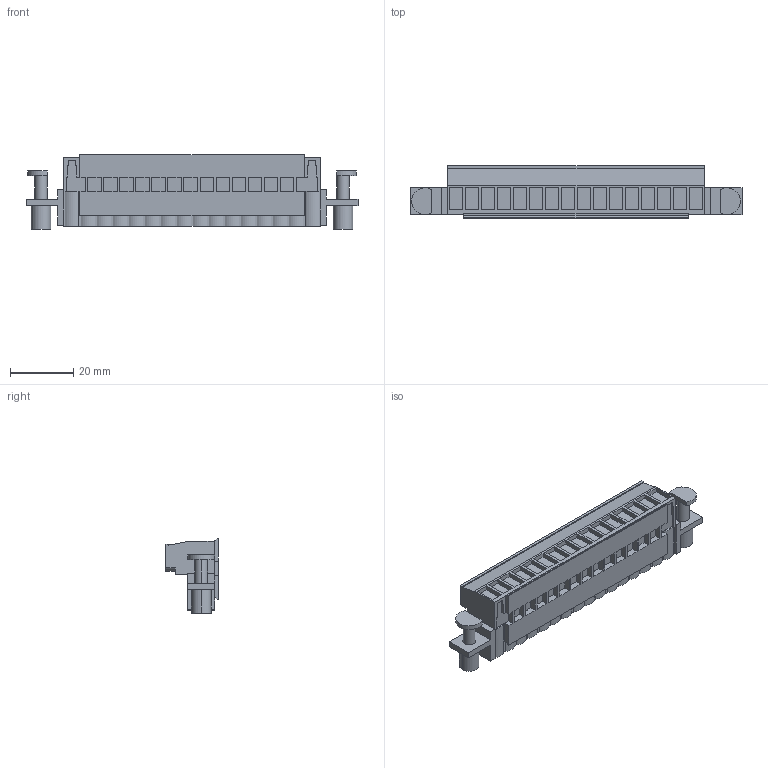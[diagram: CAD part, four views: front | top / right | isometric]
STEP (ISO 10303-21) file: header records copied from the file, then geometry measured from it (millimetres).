
FILE_DESCRIPTION(('CATIA V5 STEP','CAx-IF Rec.Pracs.--- Model Styling and Organization---1.2---2011-12-15'),'2;1');
FILE_NAME ('D1452595_0_1510940000_1510940000.stp','2017-06-01T12:01:19+00:00',('none'),('Weidmueller'),'CATIA Version 5-6 Release 2014','CATIA V5 STEP AP214','none');
FILE_SCHEMA(('AUTOMOTIVE_DESIGN { 1 0 10303 214 1 1 1 1 }'));
Length unit declared in the file: millimetre
Products named in the file (1): 1510940000
Bounding box: 105.38 x 16.6 x 23.6 mm (x, y, z)
Volume: 16848.6 mm3; surface area: 14179.6 mm2
Topology: 35 solids, 35 shells, 1107 faces, 3020 edges, 2064 vertices
Faces by surface type: plane 821, cylinder 222, extrusion 64
Entity records: 34773 total; most frequent: CARTESIAN_POINT 7814, ORIENTED_EDGE 6040, DIRECTION 4062, EDGE_CURVE 3020, VECTOR 2446, LINE 2382, VERTEX_POINT 2064, EDGE_LOOP 1224
